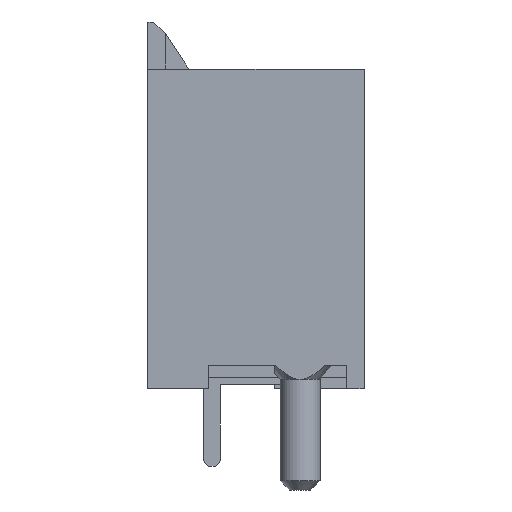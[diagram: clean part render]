
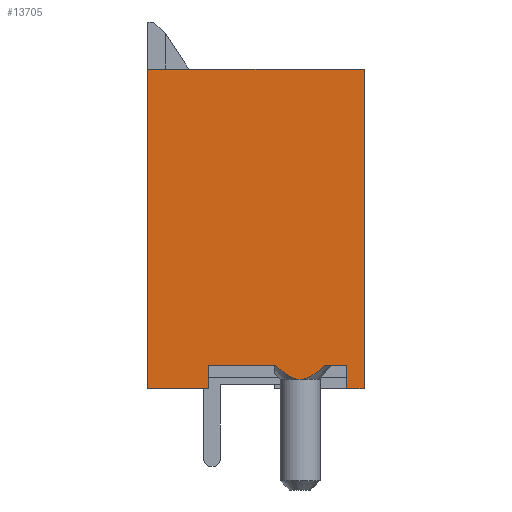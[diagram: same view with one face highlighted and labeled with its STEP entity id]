
A CAD part, left-side view. The second image highlights one B-rep face of the part: STEP entity #13705.
In plain terms, the highlighted planar face has unit normal (-1, 0, 0).
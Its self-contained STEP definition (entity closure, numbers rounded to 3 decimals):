
#26=B_SPLINE_CURVE_WITH_KNOTS('',3,(#19141,#19142,#19143,#19144,#19145,
#19146,#19147,#19148,#19149),.UNSPECIFIED.,.F.,.F.,(4,1,1,1,1,1,4),(0.,
0.25,0.375,0.5,0.625,0.75,1.),.UNSPECIFIED.);
#27=B_SPLINE_CURVE_WITH_KNOTS('',3,(#19151,#19152,#19153,#19154,#19155,
#19156,#19157,#19158,#19159),.UNSPECIFIED.,.F.,.F.,(4,1,1,1,1,1,4),(0.,
0.25,0.375,0.5,0.625,0.75,1.),.UNSPECIFIED.);
#1875=ORIENTED_EDGE('',*,*,#4287,.T.);
#1876=ORIENTED_EDGE('',*,*,#4288,.T.);
#1877=ORIENTED_EDGE('',*,*,#4289,.T.);
#1878=ORIENTED_EDGE('',*,*,#4290,.T.);
#1879=ORIENTED_EDGE('',*,*,#4291,.T.);
#1880=ORIENTED_EDGE('',*,*,#4292,.F.);
#1881=ORIENTED_EDGE('',*,*,#4143,.T.);
#1882=ORIENTED_EDGE('',*,*,#4066,.T.);
#1883=ORIENTED_EDGE('',*,*,#4045,.F.);
#1884=ORIENTED_EDGE('',*,*,#4285,.F.);
#1885=ORIENTED_EDGE('',*,*,#4293,.T.);
#4045=EDGE_CURVE('',#5454,#5455,#6604,.T.);
#4066=EDGE_CURVE('',#5469,#5455,#6621,.T.);
#4143=EDGE_CURVE('',#5519,#5469,#6698,.T.);
#4285=EDGE_CURVE('',#5589,#5454,#6840,.T.);
#4287=EDGE_CURVE('',#5590,#5591,#6842,.T.);
#4288=EDGE_CURVE('',#5591,#5592,#26,.T.);
#4289=EDGE_CURVE('',#5592,#5593,#27,.T.);
#4290=EDGE_CURVE('',#5593,#5594,#6843,.T.);
#4291=EDGE_CURVE('',#5594,#5595,#6844,.T.);
#4292=EDGE_CURVE('',#5519,#5595,#6845,.T.);
#4293=EDGE_CURVE('',#5589,#5590,#6846,.T.);
#5454=VERTEX_POINT('',#18661);
#5455=VERTEX_POINT('',#18663);
#5469=VERTEX_POINT('',#18703);
#5519=VERTEX_POINT('',#18839);
#5589=VERTEX_POINT('',#19134);
#5590=VERTEX_POINT('',#19139);
#5591=VERTEX_POINT('',#19140);
#5592=VERTEX_POINT('',#19150);
#5593=VERTEX_POINT('',#19160);
#5594=VERTEX_POINT('',#19162);
#5595=VERTEX_POINT('',#19164);
#6604=LINE('',#18662,#7904);
#6621=LINE('',#18702,#7921);
#6698=LINE('',#18838,#7998);
#6840=LINE('',#19135,#8140);
#6842=LINE('',#19138,#8142);
#6843=LINE('',#19161,#8143);
#6844=LINE('',#19163,#8144);
#6845=LINE('',#19165,#8145);
#6846=LINE('',#19166,#8146);
#7904=VECTOR('',#15549,1000.);
#7921=VECTOR('',#15584,1000.);
#7998=VECTOR('',#15679,1000.);
#8140=VECTOR('',#15989,1000.);
#8142=VECTOR('',#15993,1000.);
#8143=VECTOR('',#15994,1000.);
#8144=VECTOR('',#15995,1000.);
#8145=VECTOR('',#15996,1000.);
#8146=VECTOR('',#15997,1000.);
#8836=EDGE_LOOP('',(#1875,#1876,#1877,#1878,#1879,#1880,#1881,#1882,#1883,
#1884,#1885));
#9345=FACE_BOUND('',#8836,.T.);
#9840=PLANE('',#14217);
#13705=ADVANCED_FACE('',(#9345),#9840,.F.);
#14217=AXIS2_PLACEMENT_3D('',#19137,#15991,#15992);
#15549=DIRECTION('',(0.,-1.,0.));
#15584=DIRECTION('',(0.,0.,1.));
#15679=DIRECTION('',(0.,-1.,0.));
#15989=DIRECTION('',(0.,0.,1.));
#15991=DIRECTION('',(1.,0.,0.));
#15992=DIRECTION('',(0.,0.,-1.));
#15993=DIRECTION('',(0.,0.,-1.));
#15994=DIRECTION('',(0.,0.,-1.));
#15995=DIRECTION('',(0.,1.,0.));
#15996=DIRECTION('',(0.,0.,1.));
#15997=DIRECTION('',(0.,-1.,0.));
#18661=CARTESIAN_POINT('',(-13.35,13.6,4.6));
#18662=CARTESIAN_POINT('',(-13.35,13.6,4.6));
#18663=CARTESIAN_POINT('',(-13.35,0.,4.6));
#18702=CARTESIAN_POINT('',(-13.35,0.,-4.6));
#18703=CARTESIAN_POINT('',(-13.35,0.,-4.6));
#18838=CARTESIAN_POINT('',(-13.35,13.6,-4.6));
#18839=CARTESIAN_POINT('',(-13.35,13.6,-4.6));
#19134=CARTESIAN_POINT('',(-13.35,13.6,2.));
#19135=CARTESIAN_POINT('',(-13.35,13.6,-4.6));
#19137=CARTESIAN_POINT('',(-13.35,13.6,-4.6));
#19138=CARTESIAN_POINT('',(-13.35,12.6,-0.8));
#19139=CARTESIAN_POINT('',(-13.35,12.6,2.));
#19140=CARTESIAN_POINT('',(-13.35,12.6,-0.826));
#19141=CARTESIAN_POINT('',(-13.35,12.6,-0.826));
#19142=CARTESIAN_POINT('',(-13.35,12.684,-0.916));
#19143=CARTESIAN_POINT('',(-13.35,12.793,-1.04));
#19144=CARTESIAN_POINT('',(-13.35,12.916,-1.197));
#19145=CARTESIAN_POINT('',(-13.35,12.976,-1.277));
#19146=CARTESIAN_POINT('',(-13.35,13.087,-1.457));
#19147=CARTESIAN_POINT('',(-13.35,13.171,-1.648));
#19148=CARTESIAN_POINT('',(-13.35,13.2,-1.788));
#19149=CARTESIAN_POINT('',(-13.35,13.2,-1.875));
#19150=CARTESIAN_POINT('',(-13.35,13.2,-1.875));
#19151=CARTESIAN_POINT('',(-13.35,13.2,-1.875));
#19152=CARTESIAN_POINT('',(-13.35,13.2,-1.96));
#19153=CARTESIAN_POINT('',(-13.35,13.172,-2.098));
#19154=CARTESIAN_POINT('',(-13.35,13.089,-2.288));
#19155=CARTESIAN_POINT('',(-13.35,12.982,-2.464));
#19156=CARTESIAN_POINT('',(-13.35,12.922,-2.546));
#19157=CARTESIAN_POINT('',(-13.35,12.798,-2.705));
#19158=CARTESIAN_POINT('',(-13.35,12.686,-2.831));
#19159=CARTESIAN_POINT('',(-13.35,12.6,-2.924));
#19160=CARTESIAN_POINT('',(-13.35,12.6,-2.924));
#19161=CARTESIAN_POINT('',(-13.35,12.6,-0.8));
#19162=CARTESIAN_POINT('',(-13.35,12.6,-3.85));
#19163=CARTESIAN_POINT('',(-13.35,12.6,-3.85));
#19164=CARTESIAN_POINT('',(-13.35,13.6,-3.85));
#19165=CARTESIAN_POINT('',(-13.35,13.6,-4.6));
#19166=CARTESIAN_POINT('',(-13.35,12.6,2.));
